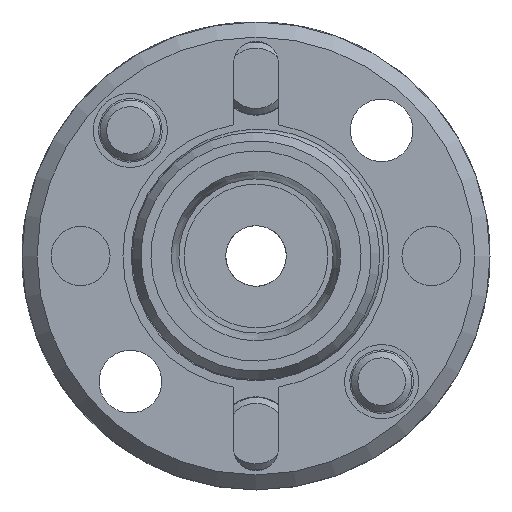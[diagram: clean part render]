
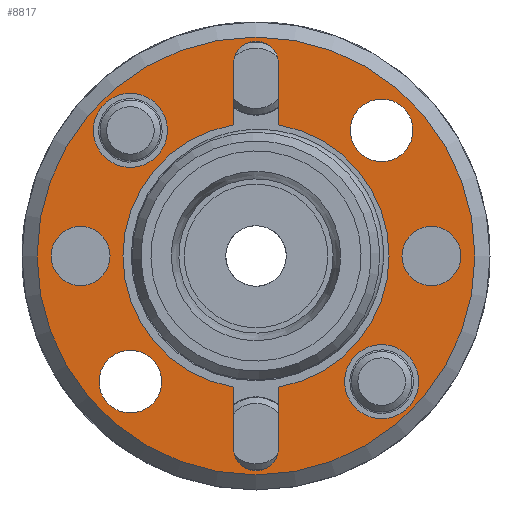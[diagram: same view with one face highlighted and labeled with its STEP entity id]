
A CAD part, left-side view. The second image highlights one B-rep face of the part: STEP entity #8817.
In plain terms, the highlighted planar face has unit normal (-1, 0, 0).
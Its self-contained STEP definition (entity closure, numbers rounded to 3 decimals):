
#618=FACE_BOUND('',#2665,.T.);
#619=FACE_BOUND('',#2666,.T.);
#620=FACE_BOUND('',#2667,.T.);
#621=FACE_BOUND('',#2668,.T.);
#622=FACE_BOUND('',#2669,.T.);
#623=FACE_BOUND('',#2670,.T.);
#624=FACE_BOUND('',#2671,.T.);
#719=PLANE('',#9515);
#947=LINE('',#13256,#1480);
#989=LINE('',#13407,#1522);
#992=LINE('',#13412,#1525);
#994=LINE('',#13417,#1527);
#1480=VECTOR('',#10638,4.029);
#1522=VECTOR('',#10752,4.029);
#1525=VECTOR('',#10757,4.029);
#1527=VECTOR('',#10761,4.029);
#2146=FACE_OUTER_BOUND('',#2664,.T.);
#2664=EDGE_LOOP('',(#6409,#6410));
#2665=EDGE_LOOP('',(#6411));
#2666=EDGE_LOOP('',(#6412));
#2667=EDGE_LOOP('',(#6413));
#2668=EDGE_LOOP('',(#6414));
#2669=EDGE_LOOP('',(#6415));
#2670=EDGE_LOOP('',(#6416));
#2671=EDGE_LOOP('',(#6417,#6418,#6419,#6420,#6421,#6422,#6423,#6424));
#3153=CIRCLE('',#9313,1.95);
#3175=CIRCLE('',#9349,2.067);
#3184=CIRCLE('',#9362,2.067);
#3191=CIRCLE('',#9374,2.45);
#3224=CIRCLE('',#9443,2.45);
#3235=CIRCLE('',#9462,1.95);
#3253=CIRCLE('',#9491,1.5);
#3257=CIRCLE('',#9510,1.5);
#3258=CIRCLE('',#9512,8.8);
#3259=CIRCLE('',#9514,8.8);
#3260=CIRCLE('',#9516,14.475);
#3261=CIRCLE('',#9517,14.475);
#3597=VERTEX_POINT('',#12514);
#3641=VERTEX_POINT('',#12785);
#3652=VERTEX_POINT('',#12820);
#3659=VERTEX_POINT('',#12847);
#3710=VERTEX_POINT('',#13166);
#3720=VERTEX_POINT('',#13202);
#3730=VERTEX_POINT('',#13253);
#3731=VERTEX_POINT('',#13255);
#3756=VERTEX_POINT('',#13342);
#3757=VERTEX_POINT('',#13344);
#3771=VERTEX_POINT('',#13406);
#3772=VERTEX_POINT('',#13410);
#3773=VERTEX_POINT('',#13414);
#3774=VERTEX_POINT('',#13416);
#3775=VERTEX_POINT('',#13426);
#3776=VERTEX_POINT('',#13427);
#4521=EDGE_CURVE('',#3597,#3597,#3153,.T.);
#4573=EDGE_CURVE('',#3641,#3641,#3175,.T.);
#4588=EDGE_CURVE('',#3652,#3652,#3184,.T.);
#4601=EDGE_CURVE('',#3659,#3659,#3191,.T.);
#4679=EDGE_CURVE('',#3710,#3710,#3224,.T.);
#4697=EDGE_CURVE('',#3720,#3720,#3235,.T.);
#4709=EDGE_CURVE('',#3731,#3730,#947,.T.);
#4739=EDGE_CURVE('',#3757,#3756,#3253,.T.);
#4773=EDGE_CURVE('',#3771,#3757,#989,.T.);
#4776=EDGE_CURVE('',#3756,#3772,#992,.T.);
#4778=EDGE_CURVE('',#3774,#3773,#994,.T.);
#4780=EDGE_CURVE('',#3730,#3774,#3257,.T.);
#4781=EDGE_CURVE('',#3731,#3772,#3258,.T.);
#4782=EDGE_CURVE('',#3771,#3773,#3259,.T.);
#4783=EDGE_CURVE('',#3775,#3776,#3260,.T.);
#4784=EDGE_CURVE('',#3776,#3775,#3261,.T.);
#6409=ORIENTED_EDGE('',*,*,#4783,.T.);
#6410=ORIENTED_EDGE('',*,*,#4784,.T.);
#6411=ORIENTED_EDGE('',*,*,#4521,.T.);
#6412=ORIENTED_EDGE('',*,*,#4573,.T.);
#6413=ORIENTED_EDGE('',*,*,#4588,.T.);
#6414=ORIENTED_EDGE('',*,*,#4601,.T.);
#6415=ORIENTED_EDGE('',*,*,#4679,.T.);
#6416=ORIENTED_EDGE('',*,*,#4697,.T.);
#6417=ORIENTED_EDGE('',*,*,#4773,.T.);
#6418=ORIENTED_EDGE('',*,*,#4739,.T.);
#6419=ORIENTED_EDGE('',*,*,#4776,.T.);
#6420=ORIENTED_EDGE('',*,*,#4781,.F.);
#6421=ORIENTED_EDGE('',*,*,#4709,.T.);
#6422=ORIENTED_EDGE('',*,*,#4780,.T.);
#6423=ORIENTED_EDGE('',*,*,#4778,.T.);
#6424=ORIENTED_EDGE('',*,*,#4782,.F.);
#8817=ADVANCED_FACE('',(#2146,#618,#619,#620,#621,#622,#623,#624),#719,
 .T.);
#9313=AXIS2_PLACEMENT_3D('',#12516,#10264,#10265);
#9349=AXIS2_PLACEMENT_3D('',#12786,#10353,#10354);
#9362=AXIS2_PLACEMENT_3D('',#12821,#10384,#10385);
#9374=AXIS2_PLACEMENT_3D('',#12848,#10413,#10414);
#9443=AXIS2_PLACEMENT_3D('',#13167,#10572,#10573);
#9462=AXIS2_PLACEMENT_3D('',#13203,#10617,#10618);
#9491=AXIS2_PLACEMENT_3D('',#13345,#10691,#10692);
#9510=AXIS2_PLACEMENT_3D('',#13420,#10765,#10766);
#9512=AXIS2_PLACEMENT_3D('',#13422,#10769,#10770);
#9514=AXIS2_PLACEMENT_3D('',#13424,#10773,#10774);
#9515=AXIS2_PLACEMENT_3D('',#13425,#10775,#10776);
#9516=AXIS2_PLACEMENT_3D('',#13428,#10777,#10778);
#9517=AXIS2_PLACEMENT_3D('',#13429,#10779,#10780);
#10264=DIRECTION('center_axis',(1.,0.,0.));
#10265=DIRECTION('ref_axis',(0.,0.,1.));
#10353=DIRECTION('center_axis',(1.,0.,0.));
#10354=DIRECTION('ref_axis',(0.,0.,-1.));
#10384=DIRECTION('center_axis',(1.,0.,0.));
#10385=DIRECTION('ref_axis',(0.,0.,1.));
#10413=DIRECTION('center_axis',(1.,0.,0.));
#10414=DIRECTION('ref_axis',(0.,0.,-1.));
#10572=DIRECTION('center_axis',(1.,0.,0.));
#10573=DIRECTION('ref_axis',(0.,0.,1.));
#10617=DIRECTION('center_axis',(1.,0.,0.));
#10618=DIRECTION('ref_axis',(0.,0.,1.));
#10638=DIRECTION('',(0.,0.,1.));
#10691=DIRECTION('center_axis',(1.,0.,0.));
#10692=DIRECTION('ref_axis',(0.,-1.,0.));
#10752=DIRECTION('',(0.,0.,-1.));
#10757=DIRECTION('',(0.,0.,1.));
#10761=DIRECTION('',(0.,0.,-1.));
#10765=DIRECTION('center_axis',(1.,0.,0.));
#10766=DIRECTION('ref_axis',(0.,-1.,0.));
#10769=DIRECTION('center_axis',(-1.,0.,0.));
#10770=DIRECTION('ref_axis',(0.,-1.,0.));
#10773=DIRECTION('center_axis',(-1.,0.,0.));
#10774=DIRECTION('ref_axis',(0.,-1.,0.));
#10775=DIRECTION('center_axis',(-1.,0.,0.));
#10776=DIRECTION('ref_axis',(0.,0.,-1.));
#10777=DIRECTION('center_axis',(-1.,0.,0.));
#10778=DIRECTION('ref_axis',(0.,-1.,0.));
#10779=DIRECTION('center_axis',(-1.,0.,0.));
#10780=DIRECTION('ref_axis',(0.,-1.,0.));
#12514=CARTESIAN_POINT('',(-45.5,-11.6,-1.95));
#12516=CARTESIAN_POINT('Origin',(-45.5,-11.6,0.));
#12785=CARTESIAN_POINT('',(-45.5,8.309,-6.242));
#12786=CARTESIAN_POINT('Origin',(-45.5,8.309,-8.309));
#12820=CARTESIAN_POINT('',(-45.5,-8.309,6.242));
#12821=CARTESIAN_POINT('Origin',(-45.5,-8.309,8.309));
#12847=CARTESIAN_POINT('',(-45.5,-8.309,-5.859));
#12848=CARTESIAN_POINT('Origin',(-45.5,-8.309,-8.309));
#13166=CARTESIAN_POINT('',(-45.5,8.309,5.859));
#13167=CARTESIAN_POINT('Origin',(-45.5,8.309,8.309));
#13202=CARTESIAN_POINT('',(-45.5,11.6,-1.95));
#13203=CARTESIAN_POINT('Origin',(-45.5,11.6,0.));
#13253=CARTESIAN_POINT('',(-45.5,1.5,12.7));
#13255=CARTESIAN_POINT('',(-45.5,1.5,8.671));
#13256=CARTESIAN_POINT('',(-45.5,1.5,8.671));
#13342=CARTESIAN_POINT('',(-45.5,1.5,-12.7));
#13344=CARTESIAN_POINT('',(-45.5,-1.5,-12.7));
#13345=CARTESIAN_POINT('Origin',(-45.5,0.,-12.7));
#13406=CARTESIAN_POINT('',(-45.5,-1.5,-8.671));
#13407=CARTESIAN_POINT('',(-45.5,-1.5,-8.671));
#13410=CARTESIAN_POINT('',(-45.5,1.5,-8.671));
#13412=CARTESIAN_POINT('',(-45.5,1.5,-12.7));
#13414=CARTESIAN_POINT('',(-45.5,-1.5,8.671));
#13416=CARTESIAN_POINT('',(-45.5,-1.5,12.7));
#13417=CARTESIAN_POINT('',(-45.5,-1.5,12.7));
#13420=CARTESIAN_POINT('Origin',(-45.5,0.,12.7));
#13422=CARTESIAN_POINT('Origin',(-45.5,0.,0.));
#13424=CARTESIAN_POINT('Origin',(-45.5,0.,0.));
#13425=CARTESIAN_POINT('Origin',(-45.5,-11.638,0.));
#13426=CARTESIAN_POINT('',(-45.5,-14.475,0.));
#13427=CARTESIAN_POINT('',(-45.5,14.475,0.));
#13428=CARTESIAN_POINT('Origin',(-45.5,0.,0.));
#13429=CARTESIAN_POINT('Origin',(-45.5,0.,0.));
